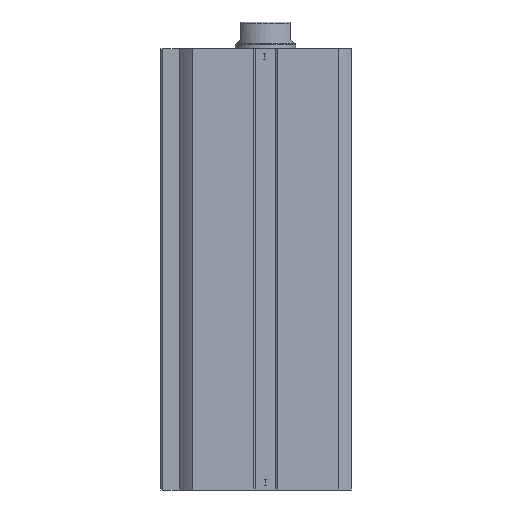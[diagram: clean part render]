
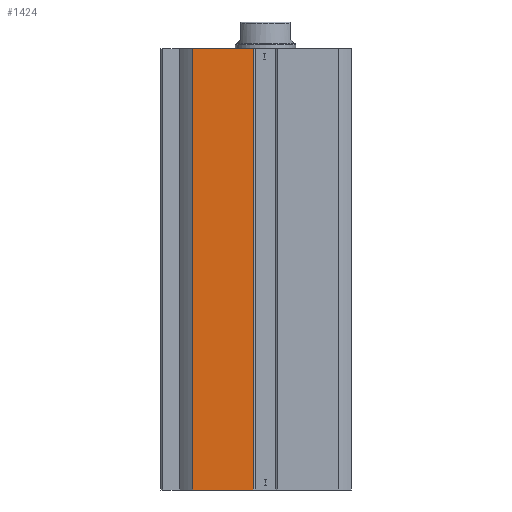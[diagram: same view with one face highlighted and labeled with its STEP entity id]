
A CAD part, left-side view. The second image highlights one B-rep face of the part: STEP entity #1424.
In plain terms, the highlighted planar face has unit normal (-1, 0, 0).
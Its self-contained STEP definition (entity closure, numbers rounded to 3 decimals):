
#2 = ORIENTED_EDGE ( 'NONE', *, *, #417, .F. ) ;
#14 = ORIENTED_EDGE ( 'NONE', *, *, #318, .T. ) ;
#51 = ORIENTED_EDGE ( 'NONE', *, *, #293, .F. ) ;
#69 = ORIENTED_EDGE ( 'NONE', *, *, #296, .T. ) ;
#293 = EDGE_CURVE ( 'NONE', #2166, #2396, #2099, .T. ) ;
#296 = EDGE_CURVE ( 'NONE', #2195, #2394, #2098, .T. ) ;
#318 = EDGE_CURVE ( 'NONE', #2166, #2195, #2138, .T. ) ;
#417 = EDGE_CURVE ( 'NONE', #2396, #2394, #2423, .T. ) ;
#1074 = AXIS2_PLACEMENT_3D ( 'NONE', #5372, #5378, #5379 ) ;
#1424 = ADVANCED_FACE ( 'NONE', ( #6408 ), #5369, .F. ) ;
#2098 = LINE ( 'NONE', #3743, #2105 ) ;
#2099 = LINE ( 'NONE', #3739, #2100 ) ;
#2100 = VECTOR ( 'NONE', #3740, 1000. ) ;
#2105 = VECTOR ( 'NONE', #3747, 1000. ) ;
#2138 = LINE ( 'NONE', #3800, #2139 ) ;
#2139 = VECTOR ( 'NONE', #3801, 1000. ) ;
#2166 = VERTEX_POINT ( 'NONE', #5643 ) ;
#2195 = VERTEX_POINT ( 'NONE', #5653 ) ;
#2394 = VERTEX_POINT ( 'NONE', #5749 ) ;
#2396 = VERTEX_POINT ( 'NONE', #5750 ) ;
#2423 = LINE ( 'NONE', #4048, #2428 ) ;
#2428 = VECTOR ( 'NONE', #4049, 1000. ) ;
#3066 = EDGE_LOOP ( 'NONE', ( #51, #14, #69, #2 ) ) ;
#3739 = CARTESIAN_POINT ( 'NONE',  ( -22.5, 19.079, 0. ) ) ;
#3740 = DIRECTION ( 'NONE',  ( 0., 0., 1. ) ) ;
#3743 = CARTESIAN_POINT ( 'NONE',  ( -22.5, 3.2, 116. ) ) ;
#3747 = DIRECTION ( 'NONE',  ( 0., 0., 1. ) ) ;
#3800 = CARTESIAN_POINT ( 'NONE',  ( -22.5, -22.5, 0. ) ) ;
#3801 = DIRECTION ( 'NONE',  ( 0., -1., 0. ) ) ;
#4048 = CARTESIAN_POINT ( 'NONE',  ( -22.5, -22.5, 116. ) ) ;
#4049 = DIRECTION ( 'NONE',  ( 0., -1., 0. ) ) ;
#5369 = PLANE ( 'NONE',  #1074 ) ;
#5372 = CARTESIAN_POINT ( 'NONE',  ( -22.5, -22.5, 116. ) ) ;
#5378 = DIRECTION ( 'NONE',  ( 1., 0., 0. ) ) ;
#5379 = DIRECTION ( 'NONE',  ( 0., 0., -1. ) ) ;
#5643 = CARTESIAN_POINT ( 'NONE',  ( -22.5, 19.079, 0. ) ) ;
#5653 = CARTESIAN_POINT ( 'NONE',  ( -22.5, 3.2, 0. ) ) ;
#5749 = CARTESIAN_POINT ( 'NONE',  ( -22.5, 3.2, 116. ) ) ;
#5750 = CARTESIAN_POINT ( 'NONE',  ( -22.5, 19.079, 116. ) ) ;
#6408 = FACE_OUTER_BOUND ( 'NONE', #3066, .T. ) ;
